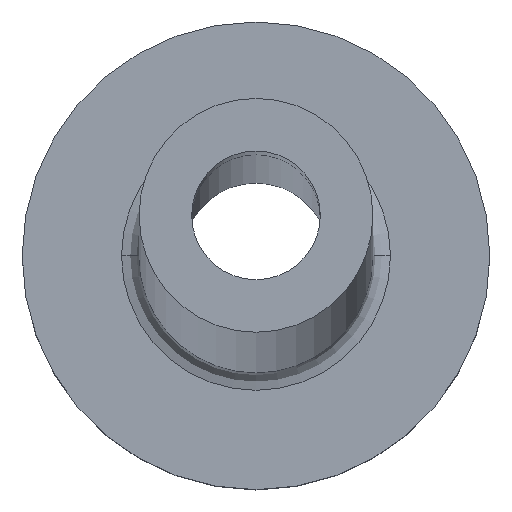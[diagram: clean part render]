
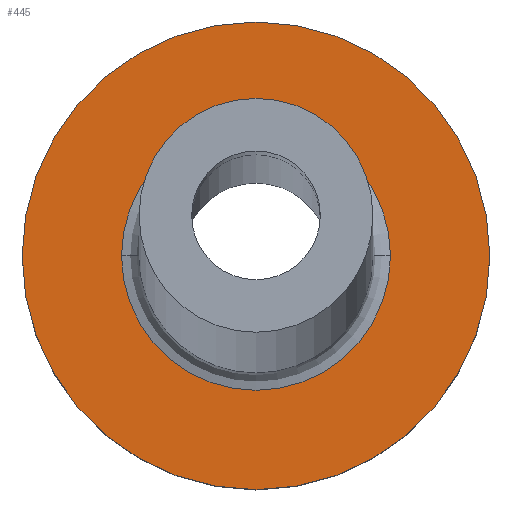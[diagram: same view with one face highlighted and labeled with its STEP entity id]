
A CAD part, top view. The second image highlights one B-rep face of the part: STEP entity #445.
In plain terms, the highlighted planar face has unit normal (0, 0, 1).
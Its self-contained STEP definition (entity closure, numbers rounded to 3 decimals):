
#2 = AXIS2_PLACEMENT_3D ( 'NONE', #75, #433, #112 ) ;
#6 = AXIS2_PLACEMENT_3D ( 'NONE', #116, #255, #400 ) ;
#24 = CARTESIAN_POINT ( 'NONE',  ( -2.3, 0., 3. ) ) ;
#33 = VERTEX_POINT ( 'NONE', #111 ) ;
#34 = FACE_OUTER_BOUND ( 'NONE', #221, .T. ) ;
#68 = AXIS2_PLACEMENT_3D ( 'NONE', #79, #327, #438 ) ;
#75 = CARTESIAN_POINT ( 'NONE',  ( 0., 0., 3. ) ) ;
#78 = DIRECTION ( 'NONE',  ( 0., 0., 1. ) ) ;
#79 = CARTESIAN_POINT ( 'NONE',  ( 0., 0., 3. ) ) ;
#89 = ORIENTED_EDGE ( 'NONE', *, *, #131, .T. ) ;
#96 = VERTEX_POINT ( 'NONE', #360 ) ;
#111 = CARTESIAN_POINT ( 'NONE',  ( 2.3, 0., 3. ) ) ;
#112 = DIRECTION ( 'NONE',  ( 1., 0., 0. ) ) ;
#113 = CIRCLE ( 'NONE', #68, 2.3 ) ;
#116 = CARTESIAN_POINT ( 'NONE',  ( 0., 0., 3. ) ) ;
#129 = ORIENTED_EDGE ( 'NONE', *, *, #359, .T. ) ;
#131 = EDGE_CURVE ( 'NONE', #209, #96, #210, .T. ) ;
#136 = EDGE_CURVE ( 'NONE', #308, #33, #113, .T. ) ;
#142 = AXIS2_PLACEMENT_3D ( 'NONE', #458, #78, #364 ) ;
#160 = CARTESIAN_POINT ( 'NONE',  ( -4., 0., 3. ) ) ;
#185 = PLANE ( 'NONE',  #2 ) ;
#197 = EDGE_LOOP ( 'NONE', ( #129, #286 ) ) ;
#209 = VERTEX_POINT ( 'NONE', #160 ) ;
#210 = CIRCLE ( 'NONE', #6, 4. ) ;
#221 = EDGE_LOOP ( 'NONE', ( #89, #238 ) ) ;
#238 = ORIENTED_EDGE ( 'NONE', *, *, #385, .T. ) ;
#255 = DIRECTION ( 'NONE',  ( 0., 0., 1. ) ) ;
#270 = CIRCLE ( 'NONE', #439, 2.3 ) ;
#286 = ORIENTED_EDGE ( 'NONE', *, *, #136, .T. ) ;
#287 = FACE_BOUND ( 'NONE', #197, .T. ) ;
#308 = VERTEX_POINT ( 'NONE', #24 ) ;
#327 = DIRECTION ( 'NONE',  ( 0., 0., -1. ) ) ;
#344 = CIRCLE ( 'NONE', #142, 4. ) ;
#359 = EDGE_CURVE ( 'NONE', #33, #308, #270, .T. ) ;
#360 = CARTESIAN_POINT ( 'NONE',  ( 4., 0., 3. ) ) ;
#364 = DIRECTION ( 'NONE',  ( 1., 0., 0. ) ) ;
#385 = EDGE_CURVE ( 'NONE', #96, #209, #344, .T. ) ;
#400 = DIRECTION ( 'NONE',  ( 1., 0., 0. ) ) ;
#401 = DIRECTION ( 'NONE',  ( 1., 0., 0. ) ) ;
#428 = CARTESIAN_POINT ( 'NONE',  ( 0., 0., 3. ) ) ;
#429 = DIRECTION ( 'NONE',  ( 0., 0., -1. ) ) ;
#433 = DIRECTION ( 'NONE',  ( 0., 0., 1. ) ) ;
#438 = DIRECTION ( 'NONE',  ( 1., 0., 0. ) ) ;
#439 = AXIS2_PLACEMENT_3D ( 'NONE', #428, #429, #401 ) ;
#445 = ADVANCED_FACE ( 'NONE', ( #287, #34 ), #185, .T. ) ;
#458 = CARTESIAN_POINT ( 'NONE',  ( 0., 0., 3. ) ) ;
